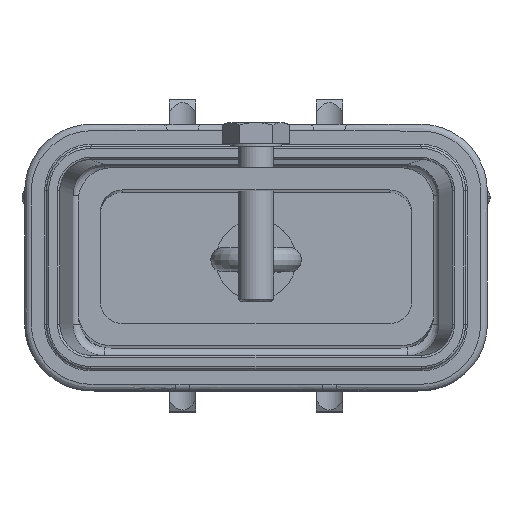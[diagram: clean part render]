
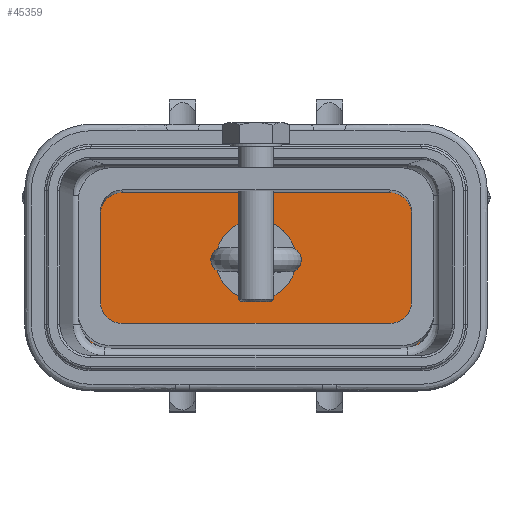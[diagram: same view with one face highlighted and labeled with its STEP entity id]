
A CAD part, top view. The second image highlights one B-rep face of the part: STEP entity #45359.
In plain terms, the highlighted planar face has unit normal (0, 0, 1).
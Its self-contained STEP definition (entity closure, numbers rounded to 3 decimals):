
#123=FACE_BOUND('',#13162,.T.);
#1267=PLANE('',#49157);
#3558=LINE('',#132539,#6694);
#3559=LINE('',#132555,#6695);
#3560=LINE('',#132571,#6696);
#3561=LINE('',#132587,#6697);
#6694=VECTOR('',#56408,1000.);
#6695=VECTOR('',#56409,1000.);
#6696=VECTOR('',#56410,1000.);
#6697=VECTOR('',#56411,1000.);
#8943=B_SPLINE_CURVE_WITH_KNOTS('',3,(#132541,#132542,#132543,#132544,#132545,
#132546,#132547,#132548,#132549,#132550,#132551,#132552,#132553),
 .UNSPECIFIED.,.F.,.F.,(4,3,3,3,4),(2.976,3.369,3.762,
4.155,4.547),.UNSPECIFIED.);
#8944=B_SPLINE_CURVE_WITH_KNOTS('',3,(#132557,#132558,#132559,#132560,#132561,
#132562,#132563,#132564,#132565,#132566,#132567,#132568,#132569),
 .UNSPECIFIED.,.F.,.F.,(4,3,3,3,4),(1.736,2.129,2.521,
2.914,3.307),.UNSPECIFIED.);
#8945=B_SPLINE_CURVE_WITH_KNOTS('',3,(#132573,#132574,#132575,#132576,#132577,
#132578,#132579,#132580,#132581,#132582,#132583,#132584,#132585),
 .UNSPECIFIED.,.F.,.F.,(4,3,3,3,4),(2.976,3.369,3.762,
4.155,4.547),.UNSPECIFIED.);
#8946=B_SPLINE_CURVE_WITH_KNOTS('',3,(#132588,#132589,#132590,#132591,#132592,
#132593,#132594,#132595,#132596,#132597,#132598,#132599,#132600),
 .UNSPECIFIED.,.F.,.F.,(4,3,3,3,4),(1.736,2.129,2.521,
2.914,3.307),.UNSPECIFIED.);
#10196=FACE_OUTER_BOUND('',#13161,.T.);
#13161=EDGE_LOOP('',(#33125,#33126,#33127,#33128,#33129,#33130,#33131,#33132));
#13162=EDGE_LOOP('',(#33133));
#15769=CIRCLE('',#48182,5.);
#18573=VERTEX_POINT('',#66256);
#20716=VERTEX_POINT('',#132537);
#20717=VERTEX_POINT('',#132538);
#20718=VERTEX_POINT('',#132540);
#20719=VERTEX_POINT('',#132554);
#20720=VERTEX_POINT('',#132556);
#20721=VERTEX_POINT('',#132570);
#20722=VERTEX_POINT('',#132572);
#20723=VERTEX_POINT('',#132586);
#22818=EDGE_CURVE('',#18573,#18573,#15769,.T.);
#25437=EDGE_CURVE('',#20716,#20717,#3558,.T.);
#25438=EDGE_CURVE('',#20717,#20718,#8943,.T.);
#25439=EDGE_CURVE('',#20718,#20719,#3559,.T.);
#25440=EDGE_CURVE('',#20719,#20720,#8944,.T.);
#25441=EDGE_CURVE('',#20720,#20721,#3560,.T.);
#25442=EDGE_CURVE('',#20721,#20722,#8945,.T.);
#25443=EDGE_CURVE('',#20722,#20723,#3561,.T.);
#25444=EDGE_CURVE('',#20723,#20716,#8946,.T.);
#33125=ORIENTED_EDGE('',*,*,#25437,.T.);
#33126=ORIENTED_EDGE('',*,*,#25438,.T.);
#33127=ORIENTED_EDGE('',*,*,#25439,.T.);
#33128=ORIENTED_EDGE('',*,*,#25440,.T.);
#33129=ORIENTED_EDGE('',*,*,#25441,.T.);
#33130=ORIENTED_EDGE('',*,*,#25442,.T.);
#33131=ORIENTED_EDGE('',*,*,#25443,.T.);
#33132=ORIENTED_EDGE('',*,*,#25444,.T.);
#33133=ORIENTED_EDGE('',*,*,#22818,.T.);
#45359=ADVANCED_FACE('',(#10196,#123),#1267,.F.);
#48182=AXIS2_PLACEMENT_3D('',#66257,#53064,#53065);
#49157=AXIS2_PLACEMENT_3D('',#132536,#56406,#56407);
#53064=DIRECTION('center_axis',(0.,0.,-1.));
#53065=DIRECTION('ref_axis',(-1.,0.,0.));
#56406=DIRECTION('center_axis',(0.,0.,-1.));
#56407=DIRECTION('ref_axis',(-1.,0.,0.));
#56408=DIRECTION('',(0.,-1.,0.));
#56409=DIRECTION('',(1.,0.,0.));
#56410=DIRECTION('',(0.,1.,0.));
#56411=DIRECTION('',(-1.,0.,0.));
#66256=CARTESIAN_POINT('',(5.,0.,-317.33));
#66257=CARTESIAN_POINT('Origin',(0.,0.,-317.33));
#132536=CARTESIAN_POINT('Origin',(0.,0.,-317.33));
#132537=CARTESIAN_POINT('',(-39.147,14.508,-317.33));
#132538=CARTESIAN_POINT('',(-39.147,-14.508,-317.33));
#132539=CARTESIAN_POINT('',(-39.147,-14.505,-317.33));
#132540=CARTESIAN_POINT('',(-34.146,-19.508,-317.33));
#132541=CARTESIAN_POINT('Ctrl Pts',(-39.147,-14.508,
-317.33));
#132542=CARTESIAN_POINT('Ctrl Pts',(-39.147,-15.162,-317.33));
#132543=CARTESIAN_POINT('Ctrl Pts',(-39.016,-15.817,
-317.33));
#132544=CARTESIAN_POINT('Ctrl Pts',(-38.766,-16.421,
-317.33));
#132545=CARTESIAN_POINT('Ctrl Pts',(-38.516,-17.026,
-317.33));
#132546=CARTESIAN_POINT('Ctrl Pts',(-38.145,-17.581,
-317.33));
#132547=CARTESIAN_POINT('Ctrl Pts',(-37.682,-18.043,
-317.33));
#132548=CARTESIAN_POINT('Ctrl Pts',(-37.219,-18.506,
-317.33));
#132549=CARTESIAN_POINT('Ctrl Pts',(-36.665,-18.877,
-317.33));
#132550=CARTESIAN_POINT('Ctrl Pts',(-36.06,-19.127,
-317.33));
#132551=CARTESIAN_POINT('Ctrl Pts',(-35.455,-19.378,
-317.33));
#132552=CARTESIAN_POINT('Ctrl Pts',(-34.801,-19.508,
-317.33));
#132553=CARTESIAN_POINT('Ctrl Pts',(-34.146,-19.508,
-317.33));
#132554=CARTESIAN_POINT('',(34.146,-19.508,-317.33));
#132555=CARTESIAN_POINT('',(34.128,-19.508,-317.33));
#132556=CARTESIAN_POINT('',(39.147,-14.508,-317.33));
#132557=CARTESIAN_POINT('Ctrl Pts',(34.146,-19.508,
-317.33));
#132558=CARTESIAN_POINT('Ctrl Pts',(34.801,-19.508,-317.33));
#132559=CARTESIAN_POINT('Ctrl Pts',(35.455,-19.378,
-317.33));
#132560=CARTESIAN_POINT('Ctrl Pts',(36.06,-19.127,-317.33));
#132561=CARTESIAN_POINT('Ctrl Pts',(36.665,-18.877,
-317.33));
#132562=CARTESIAN_POINT('Ctrl Pts',(37.219,-18.506,
-317.33));
#132563=CARTESIAN_POINT('Ctrl Pts',(37.682,-18.043,
-317.33));
#132564=CARTESIAN_POINT('Ctrl Pts',(38.145,-17.581,
-317.33));
#132565=CARTESIAN_POINT('Ctrl Pts',(38.516,-17.026,
-317.33));
#132566=CARTESIAN_POINT('Ctrl Pts',(38.766,-16.421,
-317.33));
#132567=CARTESIAN_POINT('Ctrl Pts',(39.016,-15.817,-317.33));
#132568=CARTESIAN_POINT('Ctrl Pts',(39.147,-15.162,-317.33));
#132569=CARTESIAN_POINT('Ctrl Pts',(39.147,-14.508,
-317.33));
#132570=CARTESIAN_POINT('',(39.147,14.508,-317.33));
#132571=CARTESIAN_POINT('',(39.147,14.505,-317.33));
#132572=CARTESIAN_POINT('',(34.146,19.508,-317.33));
#132573=CARTESIAN_POINT('Ctrl Pts',(39.147,14.508,-317.33));
#132574=CARTESIAN_POINT('Ctrl Pts',(39.147,15.162,-317.33));
#132575=CARTESIAN_POINT('Ctrl Pts',(39.016,15.817,-317.33));
#132576=CARTESIAN_POINT('Ctrl Pts',(38.766,16.421,-317.33));
#132577=CARTESIAN_POINT('Ctrl Pts',(38.516,17.026,-317.33));
#132578=CARTESIAN_POINT('Ctrl Pts',(38.145,17.581,-317.33));
#132579=CARTESIAN_POINT('Ctrl Pts',(37.682,18.043,-317.33));
#132580=CARTESIAN_POINT('Ctrl Pts',(37.219,18.506,-317.33));
#132581=CARTESIAN_POINT('Ctrl Pts',(36.665,18.877,-317.33));
#132582=CARTESIAN_POINT('Ctrl Pts',(36.06,19.127,-317.33));
#132583=CARTESIAN_POINT('Ctrl Pts',(35.455,19.378,-317.33));
#132584=CARTESIAN_POINT('Ctrl Pts',(34.801,19.508,-317.33));
#132585=CARTESIAN_POINT('Ctrl Pts',(34.146,19.508,-317.33));
#132586=CARTESIAN_POINT('',(-34.146,19.508,-317.33));
#132587=CARTESIAN_POINT('',(-34.128,19.508,-317.33));
#132588=CARTESIAN_POINT('Ctrl Pts',(-34.146,19.508,
-317.33));
#132589=CARTESIAN_POINT('Ctrl Pts',(-34.801,19.508,
-317.33));
#132590=CARTESIAN_POINT('Ctrl Pts',(-35.455,19.378,
-317.33));
#132591=CARTESIAN_POINT('Ctrl Pts',(-36.06,19.127,-317.33));
#132592=CARTESIAN_POINT('Ctrl Pts',(-36.665,18.877,
-317.33));
#132593=CARTESIAN_POINT('Ctrl Pts',(-37.219,18.506,
-317.33));
#132594=CARTESIAN_POINT('Ctrl Pts',(-37.682,18.043,
-317.33));
#132595=CARTESIAN_POINT('Ctrl Pts',(-38.145,17.581,
-317.33));
#132596=CARTESIAN_POINT('Ctrl Pts',(-38.516,17.026,
-317.33));
#132597=CARTESIAN_POINT('Ctrl Pts',(-38.766,16.421,
-317.33));
#132598=CARTESIAN_POINT('Ctrl Pts',(-39.016,15.817,-317.33));
#132599=CARTESIAN_POINT('Ctrl Pts',(-39.147,15.162,
-317.33));
#132600=CARTESIAN_POINT('Ctrl Pts',(-39.147,14.508,
-317.33));
